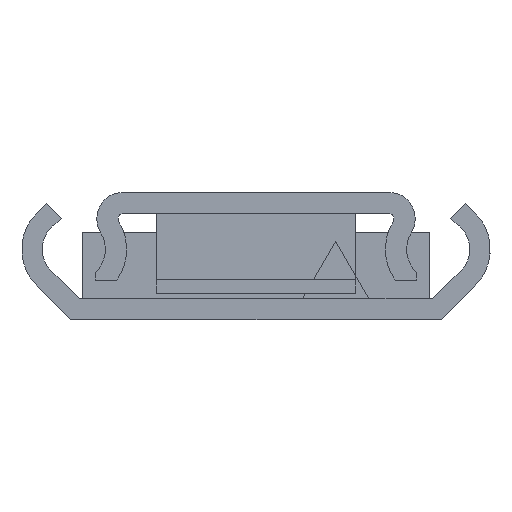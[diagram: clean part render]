
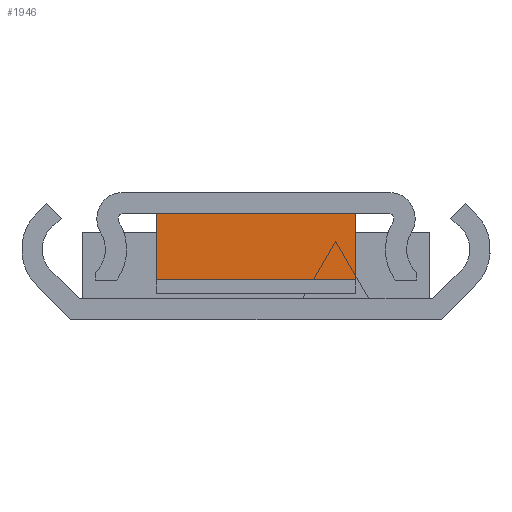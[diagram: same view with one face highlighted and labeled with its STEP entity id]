
A CAD part, left-side view. The second image highlights one B-rep face of the part: STEP entity #1946.
In plain terms, the highlighted planar face has unit normal (-1, 0, 0).
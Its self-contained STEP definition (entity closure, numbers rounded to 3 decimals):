
#191 = VECTOR ( 'NONE', #1028, 1000. ) ;
#314 = FACE_OUTER_BOUND ( 'NONE', #1572, .T. ) ;
#408 = CARTESIAN_POINT ( 'NONE',  ( 113.7, 7.5, 5. ) ) ;
#425 = DIRECTION ( 'NONE',  ( 0., 0., -1. ) ) ;
#451 = PLANE ( 'NONE',  #2687 ) ;
#510 = DIRECTION ( 'NONE',  ( 1., 0., 0. ) ) ;
#550 = VERTEX_POINT ( 'NONE', #2779 ) ;
#551 = VERTEX_POINT ( 'NONE', #2780 ) ;
#667 = LINE ( 'NONE', #932, #3075 ) ;
#668 = LINE ( 'NONE', #994, #3076 ) ;
#669 = LINE ( 'NONE', #1030, #3071 ) ;
#679 = LINE ( 'NONE', #1025, #191 ) ;
#895 = DIRECTION ( 'NONE',  ( 0., -1., 0. ) ) ;
#932 = CARTESIAN_POINT ( 'NONE',  ( 113.7, 7.5, 5. ) ) ;
#943 = DIRECTION ( 'NONE',  ( 0., 0., 1. ) ) ;
#994 = CARTESIAN_POINT ( 'NONE',  ( 113.7, -7.5, 5. ) ) ;
#1025 = CARTESIAN_POINT ( 'NONE',  ( 113.7, 7.5, 0. ) ) ;
#1028 = DIRECTION ( 'NONE',  ( 0., -1., 0. ) ) ;
#1030 = CARTESIAN_POINT ( 'NONE',  ( 113.7, 7.5, 5. ) ) ;
#1038 = DIRECTION ( 'NONE',  ( 0., 0., 1. ) ) ;
#1572 = EDGE_LOOP ( 'NONE', ( #1605, #1607, #1606, #1608 ) ) ;
#1605 = ORIENTED_EDGE ( 'NONE', *, *, #1819, .T. ) ;
#1606 = ORIENTED_EDGE ( 'NONE', *, *, #1820, .F. ) ;
#1607 = ORIENTED_EDGE ( 'NONE', *, *, #1818, .F. ) ;
#1608 = ORIENTED_EDGE ( 'NONE', *, *, #1835, .T. ) ;
#1818 = EDGE_CURVE ( 'NONE', #3613, #3612, #667, .T. ) ;
#1819 = EDGE_CURVE ( 'NONE', #550, #3612, #668, .T. ) ;
#1820 = EDGE_CURVE ( 'NONE', #551, #3613, #669, .T. ) ;
#1835 = EDGE_CURVE ( 'NONE', #551, #550, #679, .T. ) ;
#1946 = ADVANCED_FACE ( 'NONE', ( #314 ), #451, .F. ) ;
#2687 = AXIS2_PLACEMENT_3D ( 'NONE', #408, #510, #425 ) ;
#2779 = CARTESIAN_POINT ( 'NONE',  ( 113.7, -7.5, 0. ) ) ;
#2780 = CARTESIAN_POINT ( 'NONE',  ( 113.7, 7.5, 0. ) ) ;
#2959 = CARTESIAN_POINT ( 'NONE',  ( 113.7, -7.5, 5. ) ) ;
#2960 = CARTESIAN_POINT ( 'NONE',  ( 113.7, 7.5, 5. ) ) ;
#3071 = VECTOR ( 'NONE', #943, 1000. ) ;
#3075 = VECTOR ( 'NONE', #895, 1000. ) ;
#3076 = VECTOR ( 'NONE', #1038, 1000. ) ;
#3612 = VERTEX_POINT ( 'NONE', #2959 ) ;
#3613 = VERTEX_POINT ( 'NONE', #2960 ) ;
